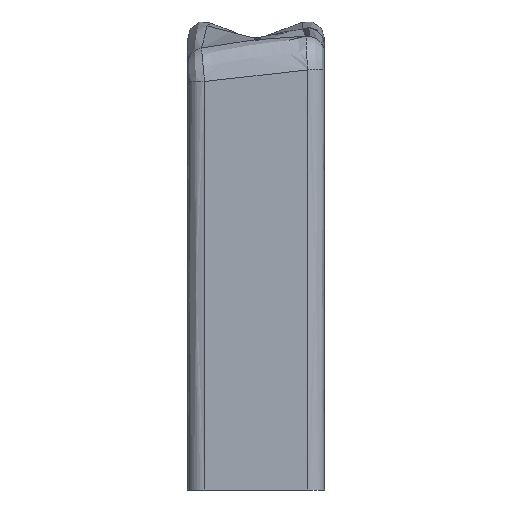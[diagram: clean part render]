
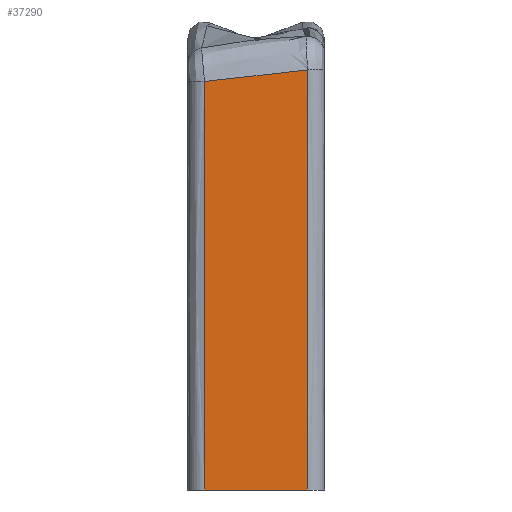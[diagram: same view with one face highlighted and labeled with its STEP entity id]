
A CAD part, left-side view. The second image highlights one B-rep face of the part: STEP entity #37290.
In plain terms, the highlighted planar face has unit normal (-1, 0, 0).
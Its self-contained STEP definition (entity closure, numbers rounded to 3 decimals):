
#36010=CARTESIAN_POINT('',(0.,108.,-23.2));
#36020=DIRECTION('',(1.,0.,0.));
#36030=DIRECTION('',(0.,1.,0.));
#36040=AXIS2_PLACEMENT_3D('',#36010,#36020,#36030);
#36050=PLANE('',#36040);
#36060=CARTESIAN_POINT('',(0.,109.952,-0.011));
#36070=CARTESIAN_POINT('',(0.,109.737,0.038));
#36080=CARTESIAN_POINT('',(0.,109.521,0.086));
#36090=CARTESIAN_POINT('',(0.,109.115,0.176));
#36100=CARTESIAN_POINT('',(0.,108.924,0.219));
#36110=CARTESIAN_POINT('',(0.,108.542,0.304));
#36120=CARTESIAN_POINT('',(0.,108.351,0.347));
#36130=CARTESIAN_POINT('',(0.,107.969,0.432));
#36140=CARTESIAN_POINT('',(0.,107.776,0.475));
#36150=CARTESIAN_POINT('',(0.,107.581,0.518));
#36160=CARTESIAN_POINT('',(0.,107.575,0.519));
#36170=CARTESIAN_POINT('',(0.,107.563,0.522));
#36180=CARTESIAN_POINT('',(0.,107.557,0.523));
#36190=CARTESIAN_POINT('',(0.,107.539,0.527));
#36200=CARTESIAN_POINT('',(0.,107.528,0.53));
#36210=CARTESIAN_POINT('',(0.,107.492,0.538));
#36220=CARTESIAN_POINT('',(0.,107.468,0.543));
#36230=CARTESIAN_POINT('',(0.,107.396,0.559));
#36240=CARTESIAN_POINT('',(0.,107.348,0.569));
#36250=CARTESIAN_POINT('',(0.,107.205,0.599));
#36260=CARTESIAN_POINT('',(0.,107.109,0.619));
#36270=CARTESIAN_POINT('',(0.,106.917,0.657));
#36280=CARTESIAN_POINT('',(0.,106.821,0.675));
#36290=CARTESIAN_POINT('',(0.,106.629,0.711));
#36300=CARTESIAN_POINT('',(0.,106.533,0.728));
#36310=CARTESIAN_POINT('',(0.,106.244,0.779));
#36320=CARTESIAN_POINT('',(0.,106.051,0.811));
#36330=CARTESIAN_POINT('',(0.,105.761,0.855));
#36340=CARTESIAN_POINT('',(0.,105.665,0.87));
#36350=CARTESIAN_POINT('',(0.,105.471,0.897));
#36360=CARTESIAN_POINT('',(0.,105.374,0.911));
#36370=CARTESIAN_POINT('',(0.,105.181,0.937));
#36380=CARTESIAN_POINT('',(0.,105.084,0.949));
#36390=CARTESIAN_POINT('',(0.,104.89,0.974));
#36400=CARTESIAN_POINT('',(0.,104.793,0.985));
#36410=CARTESIAN_POINT('',(0.,104.599,1.008));
#36420=CARTESIAN_POINT('',(0.,104.502,1.019));
#36430=CARTESIAN_POINT('',(0.,104.307,1.04));
#36440=CARTESIAN_POINT('',(0.,104.21,1.05));
#36450=CARTESIAN_POINT('',(0.,104.016,1.07));
#36460=CARTESIAN_POINT('',(0.,103.918,1.079));
#36470=CARTESIAN_POINT('',(0.,103.724,1.098));
#36480=CARTESIAN_POINT('',(0.,103.626,1.107));
#36490=CARTESIAN_POINT('',(0.,103.44,1.124));
#36500=CARTESIAN_POINT('',(0.,103.351,1.131));
#36510=CARTESIAN_POINT('',(0.,103.173,1.146));
#36520=CARTESIAN_POINT('',(0.,103.084,1.154));
#36530=CARTESIAN_POINT('',(0.,102.906,1.168));
#36540=CARTESIAN_POINT('',(0.,102.817,1.175));
#36550=CARTESIAN_POINT('',(0.,102.64,1.189));
#36560=CARTESIAN_POINT('',(0.,102.551,1.196));
#36570=CARTESIAN_POINT('',(0.,102.373,1.209));
#36580=CARTESIAN_POINT('',(0.,102.284,1.216));
#36590=CARTESIAN_POINT('',(0.,102.105,1.229));
#36600=CARTESIAN_POINT('',(0.,102.016,1.236));
#36610=CARTESIAN_POINT('',(0.,101.838,1.249));
#36620=CARTESIAN_POINT('',(0.,101.749,1.255));
#36630=CARTESIAN_POINT('',(0.,101.571,1.268));
#36640=CARTESIAN_POINT('',(0.,101.482,1.275));
#36650=CARTESIAN_POINT('',(0.,101.216,1.295));
#36660=CARTESIAN_POINT('',(0.,101.038,1.309));
#36670=CARTESIAN_POINT('',(0.,100.682,1.337));
#36680=CARTESIAN_POINT('',(0.,100.504,1.352));
#36690=CARTESIAN_POINT('',(0.,100.237,1.375));
#36700=CARTESIAN_POINT('',(0.,100.148,1.383));
#36710=CARTESIAN_POINT('',(0.,100.015,1.395));
#36720=CARTESIAN_POINT('',(0.,99.97,1.4));
#36730=CARTESIAN_POINT('',(0.,99.904,1.406));
#36740=CARTESIAN_POINT('',(0.,99.881,1.408));
#36750=CARTESIAN_POINT('',(0.,99.848,1.411));
#36760=CARTESIAN_POINT('',(0.,99.837,1.412));
#36770=CARTESIAN_POINT('',(0.,99.815,1.415));
#36780=CARTESIAN_POINT('',(0.,99.804,1.416));
#36790=CARTESIAN_POINT('',(0.,99.703,1.425));
#36800=CARTESIAN_POINT('',(0.,99.614,1.434));
#36810=CARTESIAN_POINT('',(0.,99.437,1.451));
#36820=CARTESIAN_POINT('',(0.,99.348,1.46));
#36830=CARTESIAN_POINT('',(0.,98.904,1.502));
#36840=CARTESIAN_POINT('',(0.,98.549,1.535));
#36850=CARTESIAN_POINT('',(0.,98.132,1.573));
#36860=CARTESIAN_POINT('',(0.,98.07,1.579));
#36870=CARTESIAN_POINT('',(0.,98.009,1.584));
#36880=B_SPLINE_CURVE_WITH_KNOTS('',3,(#36060,#36070,#36080,#36090,
#36100,#36110,#36120,#36130,#36140,#36150,#36160,#36170,#36180,#36190,
#36200,#36210,#36220,#36230,#36240,#36250,#36260,#36270,#36280,#36290,
#36300,#36310,#36320,#36330,#36340,#36350,#36360,#36370,#36380,#36390,
#36400,#36410,#36420,#36430,#36440,#36450,#36460,#36470,#36480,#36490,
#36500,#36510,#36520,#36530,#36540,#36550,#36560,#36570,#36580,#36590,
#36600,#36610,#36620,#36630,#36640,#36650,#36660,#36670,#36680,#36690,
#36700,#36710,#36720,#36730,#36740,#36750,#36760,#36770,#36780,#36790,
#36800,#36810,#36820,#36830,#36840,#36850,#36860,#36870),.UNSPECIFIED.,
.F.,.F.,(4,2,2,2,2,2,2,2,2,2,2,2,2,2,2,2,2,2,2,2,2,2,2,2,2,2,2,2,2,2,2,2
,2,2,2,2,2,2,2,2,4),(2.862,3.524,4.112,
4.699,5.285,5.304,5.323,
5.361,5.438,5.59,5.894,
6.199,6.503,7.111,7.414,
7.718,8.021,8.324,8.626,
8.928,9.229,9.529,9.803,
10.076,10.348,10.62,10.89,
11.16,11.428,11.696,12.229,
12.758,13.022,13.153,13.219,
13.251,13.285,13.554,13.824,
14.902,15.088),.UNSPECIFIED.);
#36890=CARTESIAN_POINT('',(0.,107.,0.64));
#36900=VERTEX_POINT('',#36890);
#36910=CARTESIAN_POINT('',(0.,101.,1.312));
#36920=VERTEX_POINT('',#36910);
#36930=EDGE_CURVE('',#36900,#36920,#36880,.T.);
#36940=ORIENTED_EDGE('',*,*,#36930,.F.);
#36950=CARTESIAN_POINT('',(0.,101.,1.312));
#36960=CARTESIAN_POINT('',(0.,101.,1.265));
#36970=CARTESIAN_POINT('',(0.,101.,1.217));
#36980=CARTESIAN_POINT('',(0.,101.,-2.868));
#36990=CARTESIAN_POINT('',(0.,101.,-6.906));
#37000=CARTESIAN_POINT('',(0.,101.,-15.363));
#37010=CARTESIAN_POINT('',(0.,101.,-19.781));
#37020=CARTESIAN_POINT('',(0.,101.,-24.2));
#37030=B_SPLINE_CURVE_WITH_KNOTS('',3,(#36950,#36960,#36970,#36980,
#36990,#37000,#37010,#37020),.UNSPECIFIED.,.F.,.F.,(4,2,2,4),(0.,
0.141,12.255,25.511),.UNSPECIFIED.);
#37040=CARTESIAN_POINT('',(0.,101.,-23.2));
#37050=VERTEX_POINT('',#37040);
#37060=EDGE_CURVE('',#36920,#37050,#37030,.T.);
#37070=ORIENTED_EDGE('',*,*,#37060,.F.);
#37080=CARTESIAN_POINT('',(0.,100.,-23.2));
#37090=DIRECTION('',(0.,-1.,0.));
#37100=VECTOR('',#37090,1.);
#37110=LINE('',#37080,#37100);
#37120=CARTESIAN_POINT('',(0.,107.,-23.2));
#37130=VERTEX_POINT('',#37120);
#37140=EDGE_CURVE('',#37130,#37050,#37110,.T.);
#37150=ORIENTED_EDGE('',*,*,#37140,.T.);
#37160=CARTESIAN_POINT('',(0.,107.,0.64));
#37170=CARTESIAN_POINT('',(0.,107.,0.593));
#37180=CARTESIAN_POINT('',(0.,107.,0.546));
#37190=CARTESIAN_POINT('',(0.,107.,-3.427));
#37200=CARTESIAN_POINT('',(0.,107.,-7.354));
#37210=CARTESIAN_POINT('',(0.,107.,-15.587));
#37220=CARTESIAN_POINT('',(0.,107.,-19.893));
#37230=CARTESIAN_POINT('',(0.,107.,-24.2));
#37240=B_SPLINE_CURVE_WITH_KNOTS('',3,(#37160,#37170,#37180,#37190,
#37200,#37210,#37220,#37230),.UNSPECIFIED.,.F.,.F.,(4,2,2,4),(0.,
0.141,11.92,24.84),.UNSPECIFIED.);
#37250=EDGE_CURVE('',#36900,#37130,#37240,.T.);
#37260=ORIENTED_EDGE('',*,*,#37250,.T.);
#37270=EDGE_LOOP('',(#37260,#37150,#37070,#36940));
#37280=FACE_OUTER_BOUND('',#37270,.T.);
#37290=ADVANCED_FACE('',(#37280),#36050,.F.);
